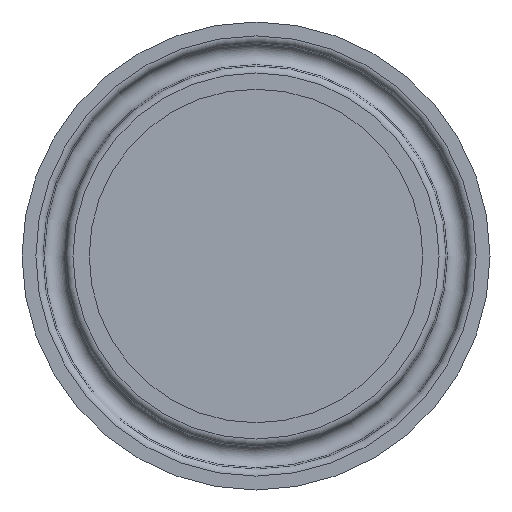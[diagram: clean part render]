
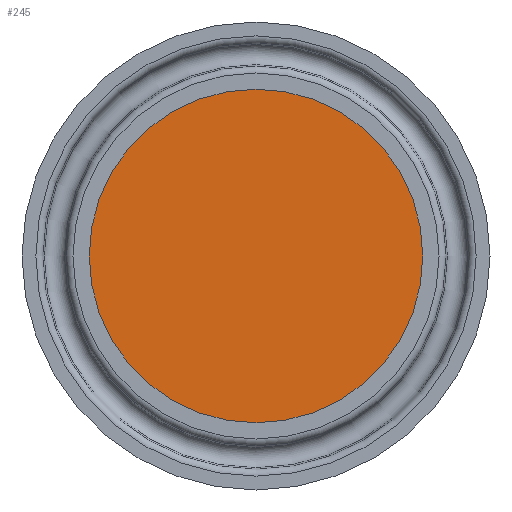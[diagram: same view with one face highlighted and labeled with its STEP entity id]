
A CAD part, front view. The second image highlights one B-rep face of the part: STEP entity #245.
In plain terms, the highlighted planar face has unit normal (0, -1, 0).
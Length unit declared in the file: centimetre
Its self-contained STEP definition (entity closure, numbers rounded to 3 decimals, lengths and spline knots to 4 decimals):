
#65=FACE_OUTER_BOUND('',#103,.T.);
#103=EDGE_LOOP('',(#198));
#122=CIRCLE('',#285,1.8);
#141=VERTEX_POINT('',#423);
#160=EDGE_CURVE('',#141,#141,#122,.T.);
#198=ORIENTED_EDGE('',*,*,#160,.T.);
#204=PLANE('',#286);
#245=ADVANCED_FACE('',(#65),#204,.T.);
#285=AXIS2_PLACEMENT_3D('',#424,#363,#364);
#286=AXIS2_PLACEMENT_3D('',#425,#365,#366);
#363=DIRECTION('center_axis',(0.,-1.,0.));
#364=DIRECTION('ref_axis',(1.,0.,0.));
#365=DIRECTION('center_axis',(0.,-1.,0.));
#366=DIRECTION('ref_axis',(0.,0.,-1.));
#423=CARTESIAN_POINT('',(1.8,-0.005,0.));
#424=CARTESIAN_POINT('Origin',(0.,-0.005,0.));
#425=CARTESIAN_POINT('Origin',(1.672,-0.005,0.));
